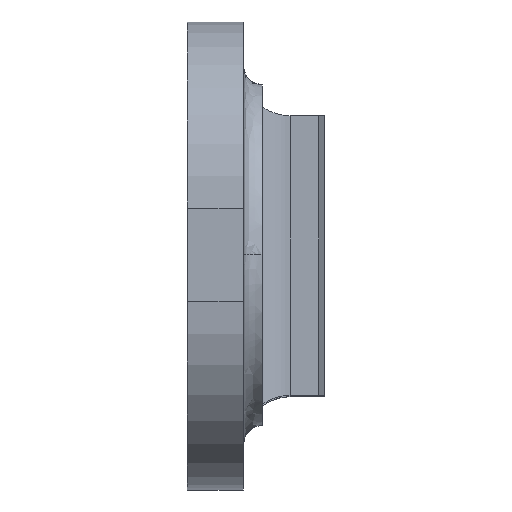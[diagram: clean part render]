
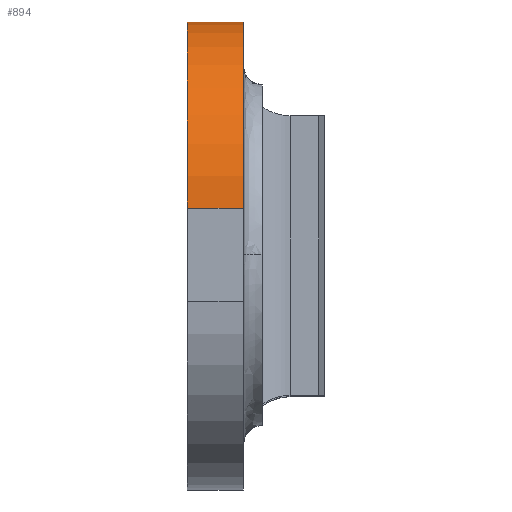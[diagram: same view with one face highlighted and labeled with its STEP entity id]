
A CAD part, top view. The second image highlights one B-rep face of the part: STEP entity #894.
In plain terms, the highlighted cylindrical face has radius 200 mm (diameter 400 mm), a partial arc.
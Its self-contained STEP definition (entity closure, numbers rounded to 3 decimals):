
#14 = DIRECTION ( 'NONE',  ( -1., 0., 0. ) ) ;
#189 = ORIENTED_EDGE ( 'NONE', *, *, #2811, .T. ) ;
#206 = VERTEX_POINT ( 'NONE', #1621 ) ;
#480 = EDGE_LOOP ( 'NONE', ( #1296, #189, #1187, #1560 ) ) ;
#486 = CARTESIAN_POINT ( 'NONE',  ( 0., 250., 1230. ) ) ;
#620 = EDGE_CURVE ( 'NONE', #1152, #2866, #1874, .T. ) ;
#696 = CARTESIAN_POINT ( 'NONE',  ( 60., 50., 1230. ) ) ;
#894 = ADVANCED_FACE ( 'NONE', ( #1257 ), #2226, .T. ) ;
#911 = VECTOR ( 'NONE', #2401, 1000. ) ;
#939 = DIRECTION ( 'NONE',  ( 0., 0., 1. ) ) ;
#1044 = CARTESIAN_POINT ( 'NONE',  ( 60., 50., 1430. ) ) ;
#1152 = VERTEX_POINT ( 'NONE', #2254 ) ;
#1187 = ORIENTED_EDGE ( 'NONE', *, *, #620, .F. ) ;
#1208 = EDGE_CURVE ( 'NONE', #2090, #206, #2844, .T. ) ;
#1257 = FACE_OUTER_BOUND ( 'NONE', #480, .T. ) ;
#1296 = ORIENTED_EDGE ( 'NONE', *, *, #1208, .T. ) ;
#1475 = CARTESIAN_POINT ( 'NONE',  ( 0., 50., 1230. ) ) ;
#1560 = ORIENTED_EDGE ( 'NONE', *, *, #3014, .T. ) ;
#1608 = CARTESIAN_POINT ( 'NONE',  ( 60., 50., 1430. ) ) ;
#1621 = CARTESIAN_POINT ( 'NONE',  ( 60., 250., 1230. ) ) ;
#1677 = VECTOR ( 'NONE', #3041, 1000. ) ;
#1710 = LINE ( 'NONE', #2885, #911 ) ;
#1719 = DIRECTION ( 'NONE',  ( 0., 0., 1. ) ) ;
#1874 = CIRCLE ( 'NONE', #2030, 200. ) ;
#1990 = DIRECTION ( 'NONE',  ( 0., 0., 1. ) ) ;
#2030 = AXIS2_PLACEMENT_3D ( 'NONE', #1475, #14, #1719 ) ;
#2073 = AXIS2_PLACEMENT_3D ( 'NONE', #696, #2392, #939 ) ;
#2090 = VERTEX_POINT ( 'NONE', #1044 ) ;
#2226 = CYLINDRICAL_SURFACE ( 'NONE', #2305, 200. ) ;
#2254 = CARTESIAN_POINT ( 'NONE',  ( 0., 50., 1430. ) ) ;
#2305 = AXIS2_PLACEMENT_3D ( 'NONE', #2715, #2971, #1990 ) ;
#2391 = LINE ( 'NONE', #1608, #1677 ) ;
#2392 = DIRECTION ( 'NONE',  ( -1., 0., 0. ) ) ;
#2401 = DIRECTION ( 'NONE',  ( -1., 0., 0. ) ) ;
#2715 = CARTESIAN_POINT ( 'NONE',  ( 60., 50., 1230. ) ) ;
#2811 = EDGE_CURVE ( 'NONE', #206, #2866, #1710, .T. ) ;
#2844 = CIRCLE ( 'NONE', #2073, 200. ) ;
#2866 = VERTEX_POINT ( 'NONE', #486 ) ;
#2885 = CARTESIAN_POINT ( 'NONE',  ( 60., 250., 1230. ) ) ;
#2971 = DIRECTION ( 'NONE',  ( -1., 0., 0. ) ) ;
#3014 = EDGE_CURVE ( 'NONE', #1152, #2090, #2391, .T. ) ;
#3041 = DIRECTION ( 'NONE',  ( 1., 0., 0. ) ) ;
